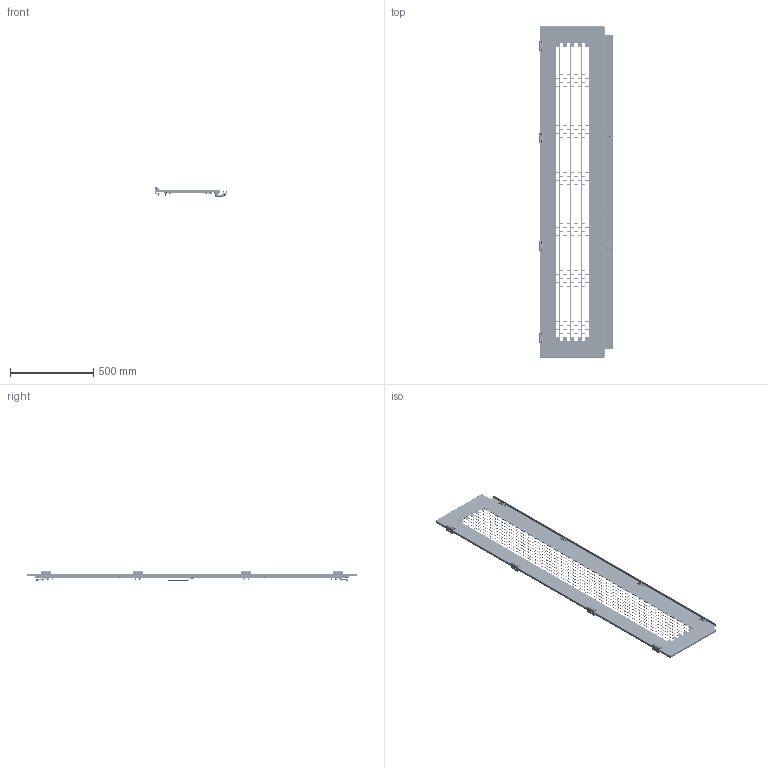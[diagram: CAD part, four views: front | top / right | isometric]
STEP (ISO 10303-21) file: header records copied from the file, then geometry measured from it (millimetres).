
FILE_DESCRIPTION (( 'STEP AP214' ), '1' );
FILE_NAME ('626.420.STEP', '2024-09-19T06:30:05', ( '' ), ( '' ), 'SwSTEP 2.0', 'SolidWorks 2021', '' );
FILE_SCHEMA (( 'AUTOMOTIVE_DESIGN' ));
Length unit declared in the file: millimetre
Products named in the file (28): Ïðîêëàäêà W400H2000; 鎗鵻罻; Ãàñêåòèíã äîï. äâåðè W400H2000; ﾇ璋襃 TS-002; 嵑謺麃 1; Äâåðíîé ïðîôèëü ïð. ÌÊ 20 Í2000; Äâåðíîé ïðîôèëü ïð. ÌÊ 20 W400; ﾏ褞 W400H2000; Øïèëüêà ïðèâàðíàÿ Ì6õ25; Âèíò Ì5õ10 ñ ïîëóêð. ãîëîâêîé; ﾇ瑟鶴 TS-002; Øïèëüêà ïðèâàðíàÿ Ì8õ16; Ãàéêà êîëïà÷êîâàÿ M5 DIN 1587; 嵑謺麃 CL213-3.2; Âèíò Ì5õ10 ìåáåëüíûé; Ãàéêà DIN934- Ì8-Zn; 项蜞轫铋 忤眚 DIN 7991 󊬱6; 嵑謺麃 2; ﾇ瑟鶴 TS-002 H2000; 626.420; CL213-3.; Óãîëîê äâåðíîé; Ãàéêà Ì6 äëÿ øïèëüêè; Äâåðíîå ïîëîòíî äîï. ñò. ÌÊ-20 W400H2000; ﾇ璋襃 TS-002-2; ﾇ璋襃; Øïèëüêà ïðèâàðíàÿ Ì6õ35; Òÿãà TS-002 H2000
Assembly tree (90 placements, depth 4):
  626.420
    Äâåðíîå ïîëîòíî äîï. ñò. ÌÊ-20 W400H2000
    Ãàñêåòèíã äîï. äâåðè W400H2000
    Äâåðíîé ïðîôèëü ïð. ÌÊ 20 W400  x2
    Äâåðíîé ïðîôèëü ïð. ÌÊ 20 Í2000  x2
    ﾇ瑟鶴 TS-002 H2000
      Òÿãà TS-002 H2000  x2
      ﾇ瑟鶴 TS-002
      ﾇ璋襃 TS-002
      ﾇ璋襃 TS-002-2
      Âèíò Ì5õ10 ñ ïîëóêð. ãîëîâêîé  x2
    ﾏ褞 W400H2000
    Ïðîêëàäêà W400H2000
    ﾇ璋襃  x4
    Âèíò Ì5õ10 ìåáåëüíûé  x8
    Ãàéêà êîëïà÷êîâàÿ M5 DIN 1587  x8
    Øïèëüêà ïðèâàðíàÿ Ì6õ25  x16
    Øïèëüêà ïðèâàðíàÿ Ì6õ35  x2
    Øïèëüêà ïðèâàðíàÿ Ì8õ16  x2
    Ãàéêà Ì6 äëÿ øïèëüêè  x16
    Ãàéêà DIN934- Ì8-Zn  x2
    Óãîëîê äâåðíîé  x4
    CL213-3.  x4
      嵑謺麃 CL213-3.2
        鎗鵻罻
        嵑謺麃 1
        嵑謺麃 2
      项蜞轫铋 忤眚 DIN 7991 󊬱6
      Âèíò Ì5õ10 ìåáåëüíûé
Bounding box: 444.4 x 1990 x 60.3 mm (x, y, z)
Volume: 2590551.4 mm3; surface area: 2834871.4 mm2
Topology: 110 solids, 110 shells, 6910 faces, 18626 edges, 11919 vertices
Faces by surface type: plane 3522, cylinder 2477, cone 540, bspline 246, torus 101, sphere 24
Entity records: 120145 total; most frequent: CARTESIAN_POINT 29484, ORIENTED_EDGE 17926, DIRECTION 16738, EDGE_CURVE 8963, VECTOR 6594, LINE 6594, VERTEX_POINT 5817, AXIS2_PLACEMENT_3D 5072
